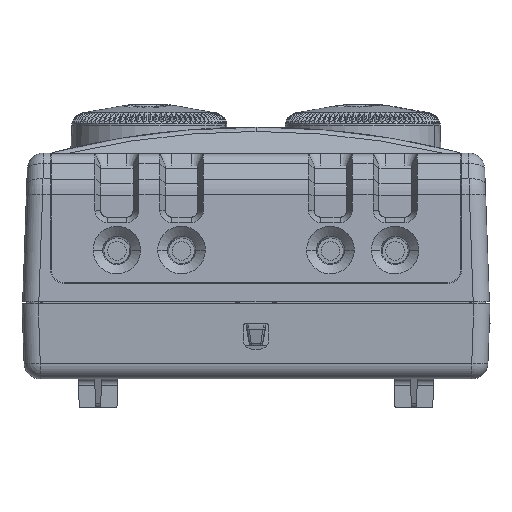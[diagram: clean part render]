
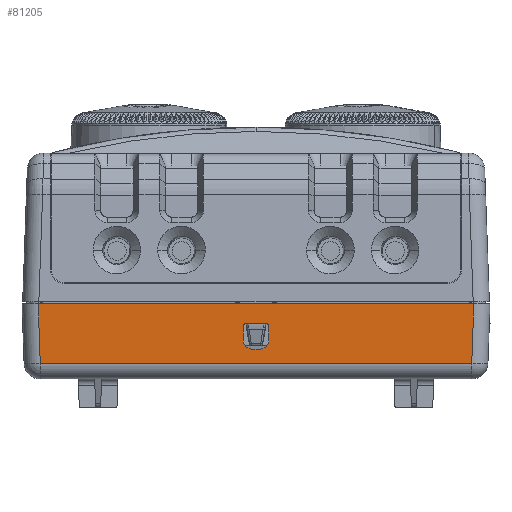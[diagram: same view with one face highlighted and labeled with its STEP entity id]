
A CAD part, front view. The second image highlights one B-rep face of the part: STEP entity #81205.
In plain terms, the highlighted face is planar.
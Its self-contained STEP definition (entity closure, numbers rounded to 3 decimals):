
#53451=CARTESIAN_POINT('',(-33.651,-28.,
-5.8));
#64121=DIRECTION('',(0.,-0.035,-0.999));
#64122=VECTOR('',#64121,2.001);
#64123=CARTESIAN_POINT('',(2.,-27.808,-0.3));
#64124=LINE('',#64123,#64122);
#64145=DIRECTION('',(0.,0.035,0.999));
#64146=VECTOR('',#64145,2.001);
#64147=CARTESIAN_POINT('',(-2.,-27.878,-2.3));
#64148=LINE('',#64147,#64146);
#64161=DIRECTION('',(0.035,-0.035,-0.999));
#64162=VECTOR('',#64161,9.198);
#64163=CARTESIAN_POINT('',(33.331,-27.679,
3.387));
#64164=LINE('',#64163,#64162);
#64165=DIRECTION('',(-1.,0.,0.));
#64166=VECTOR('',#64165,67.303);
#64167=CARTESIAN_POINT('',(33.652,-28.,
-5.8));
#64168=LINE('',#64167,#64166);
#64169=DIRECTION('',(0.035,0.035,0.999));
#64170=VECTOR('',#64169,9.198);
#64171=CARTESIAN_POINT('',(-33.651,-28.,
-5.8));
#64172=LINE('',#64171,#64170);
#64173=CARTESIAN_POINT('',(-2.,-27.878,-2.3));
#64174=CARTESIAN_POINT('',(-2.,-27.884,-2.467));
#64175=CARTESIAN_POINT('',(-1.874,-27.891,
-2.674));
#64176=CARTESIAN_POINT('',(-1.667,-27.895,-2.8));
#64177=CARTESIAN_POINT('',(-1.5,-27.895,-2.8));
#64179=DIRECTION('',(1.,0.,0.));
#64180=VECTOR('',#64179,3.);
#64181=CARTESIAN_POINT('',(-1.5,-27.895,-2.8));
#64182=LINE('',#64181,#64180);
#64183=CARTESIAN_POINT('',(1.5,-27.895,-2.8));
#64184=CARTESIAN_POINT('',(1.667,-27.895,-2.8));
#64185=CARTESIAN_POINT('',(1.874,-27.891,
-2.674));
#64186=CARTESIAN_POINT('',(2.,-27.884,-2.467));
#64187=CARTESIAN_POINT('',(2.,-27.878,-2.3));
#64189=CARTESIAN_POINT('',(2.,-27.808,-0.3));
#64190=CARTESIAN_POINT('',(2.,-27.803,-0.166));
#64191=CARTESIAN_POINT('',(1.965,-27.794,
0.092));
#64192=CARTESIAN_POINT('',(1.814,-27.781,
0.46));
#64193=CARTESIAN_POINT('',(1.573,-27.77,
0.772));
#64194=CARTESIAN_POINT('',(1.26,-27.762,
1.013));
#64195=CARTESIAN_POINT('',(0.893,-27.757,
1.165));
#64196=CARTESIAN_POINT('',(0.634,-27.756,1.2));
#64197=CARTESIAN_POINT('',(0.5,-27.756,1.2));
#64199=DIRECTION('',(-1.,0.,0.));
#64200=VECTOR('',#64199,1.);
#64201=CARTESIAN_POINT('',(0.5,-27.756,1.2));
#64202=LINE('',#64201,#64200);
#64203=CARTESIAN_POINT('',(-0.5,-27.756,1.2));
#64204=CARTESIAN_POINT('',(-0.634,-27.756,1.2));
#64205=CARTESIAN_POINT('',(-0.893,-27.757,
1.165));
#64206=CARTESIAN_POINT('',(-1.26,-27.762,
1.013));
#64207=CARTESIAN_POINT('',(-1.573,-27.77,
0.773));
#64208=CARTESIAN_POINT('',(-1.814,-27.781,
0.46));
#64209=CARTESIAN_POINT('',(-1.965,-27.794,
0.093));
#64210=CARTESIAN_POINT('',(-2.,-27.803,-0.166));
#64211=CARTESIAN_POINT('',(-2.,-27.808,-0.3));
#64217=DIRECTION('',(-1.,0.,0.));
#64218=VECTOR('',#64217,66.661);
#64219=CARTESIAN_POINT('',(33.331,-27.679,
3.387));
#64220=LINE('',#64219,#64218);
#65221=VERTEX_POINT('',#53451);
#65222=CARTESIAN_POINT('',(33.652,-28.,
-5.8));
#65223=VERTEX_POINT('',#65222);
#65257=CARTESIAN_POINT('',(-33.331,-27.679,
3.387));
#65259=VERTEX_POINT('',#65257);
#65457=CARTESIAN_POINT('',(33.331,-27.679,
3.387));
#65458=VERTEX_POINT('',#65457);
#65459=CARTESIAN_POINT('',(-2.,-27.878,-2.3));
#65460=CARTESIAN_POINT('',(-2.,-27.808,-0.3));
#65461=VERTEX_POINT('',#65459);
#65462=VERTEX_POINT('',#65460);
#65463=VERTEX_POINT('',#64177);
#65464=CARTESIAN_POINT('',(1.5,-27.895,-2.8));
#65465=VERTEX_POINT('',#65464);
#65466=VERTEX_POINT('',#64187);
#65467=CARTESIAN_POINT('',(2.,-27.808,-0.3));
#65468=VERTEX_POINT('',#65467);
#65469=VERTEX_POINT('',#64197);
#65470=CARTESIAN_POINT('',(-0.5,-27.756,1.2));
#65471=VERTEX_POINT('',#65470);
#81182=CARTESIAN_POINT('',(-38.286,-28.,-5.8));
#81183=DIRECTION('',(0.,-0.999,0.035));
#81184=DIRECTION('',(-1.,0.,0.));
#81185=AXIS2_PLACEMENT_3D('',#81182,#81183,#81184);
#81186=PLANE('',#81185);
#81188=ORIENTED_EDGE('',*,*,#81187,.F.);
#81190=ORIENTED_EDGE('',*,*,#81189,.T.);
#81191=ORIENTED_EDGE('',*,*,#68153,.T.);
#81192=ORIENTED_EDGE('',*,*,#68205,.T.);
#81193=EDGE_LOOP('',(#81188,#81190,#81191,#81192));
#81194=FACE_OUTER_BOUND('',#81193,.F.);
#81195=ORIENTED_EDGE('',*,*,#81162,.F.);
#81196=ORIENTED_EDGE('',*,*,#81176,.T.);
#81197=ORIENTED_EDGE('',*,*,#81077,.T.);
#81198=ORIENTED_EDGE('',*,*,#81093,.T.);
#81199=ORIENTED_EDGE('',*,*,#81108,.F.);
#81200=ORIENTED_EDGE('',*,*,#81121,.T.);
#81201=ORIENTED_EDGE('',*,*,#81136,.T.);
#81202=ORIENTED_EDGE('',*,*,#81149,.T.);
#81203=EDGE_LOOP('',(#81195,#81196,#81197,#81198,#81199,#81200,#81201,#81202));
#81204=FACE_BOUND('',#81203,.F.);
#81205=ADVANCED_FACE('',(#81194,#81204),#81186,.T.);
#64178=B_SPLINE_CURVE_WITH_KNOTS('',3,(#64173,#64174,#64175,#64176,#64177),
.UNSPECIFIED.,.F.,.F.,(4,1,4),(0.,0.5,1.),.UNSPECIFIED.);
#64188=B_SPLINE_CURVE_WITH_KNOTS('',3,(#64183,#64184,#64185,#64186,#64187),
.UNSPECIFIED.,.F.,.F.,(4,1,4),(0.,0.5,1.),.UNSPECIFIED.);
#64198=B_SPLINE_CURVE_WITH_KNOTS('',3,(#64189,#64190,#64191,#64192,#64193,
#64194,#64195,#64196,#64197),.UNSPECIFIED.,.F.,.F.,(4,1,1,1,1,1,4),(0.,
0.167,0.333,0.5,0.667,0.833,
1.),.UNSPECIFIED.);
#64212=B_SPLINE_CURVE_WITH_KNOTS('',3,(#64203,#64204,#64205,#64206,#64207,
#64208,#64209,#64210,#64211),.UNSPECIFIED.,.F.,.F.,(4,1,1,1,1,1,4),(0.,
0.167,0.333,0.5,0.667,0.833,
1.),.UNSPECIFIED.);
#68153=EDGE_CURVE('',#65223,#65221,#64168,.T.);
#68205=EDGE_CURVE('',#65221,#65259,#64172,.T.);
#81077=EDGE_CURVE('',#65463,#65465,#64182,.T.);
#81093=EDGE_CURVE('',#65465,#65466,#64188,.T.);
#81108=EDGE_CURVE('',#65468,#65466,#64124,.T.);
#81121=EDGE_CURVE('',#65468,#65469,#64198,.T.);
#81136=EDGE_CURVE('',#65469,#65471,#64202,.T.);
#81149=EDGE_CURVE('',#65471,#65462,#64212,.T.);
#81162=EDGE_CURVE('',#65461,#65462,#64148,.T.);
#81176=EDGE_CURVE('',#65461,#65463,#64178,.T.);
#81187=EDGE_CURVE('',#65458,#65259,#64220,.T.);
#81189=EDGE_CURVE('',#65458,#65223,#64164,.T.);
